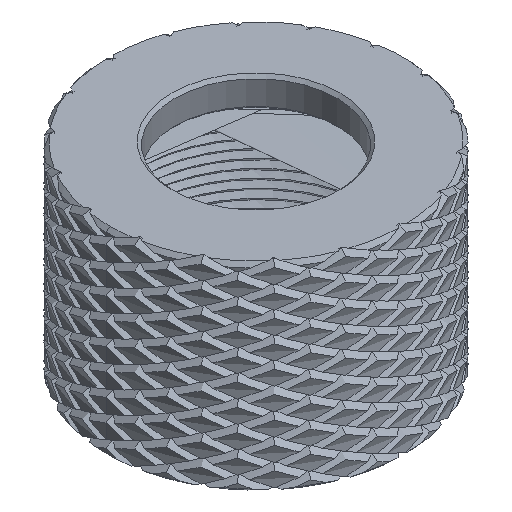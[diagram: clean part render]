
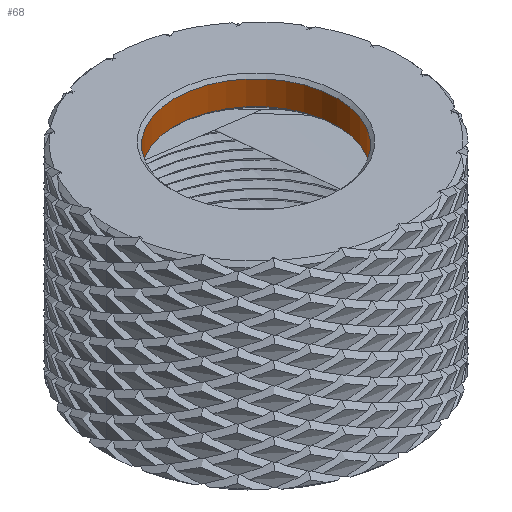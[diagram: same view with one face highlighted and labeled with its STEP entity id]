
A CAD part, isometric view. The second image highlights one B-rep face of the part: STEP entity #68.
In plain terms, the highlighted cylindrical face has radius 13.5 mm (diameter 27 mm), a full revolution.
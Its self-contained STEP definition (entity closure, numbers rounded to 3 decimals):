
#27=CARTESIAN_POINT('',(0.,0.,115.3));
#28=DIRECTION('',(0.,0.,1.));
#29=DIRECTION('',(1.,0.,-0.));
#30=AXIS2_PLACEMENT_3D('',#27,#28,#29);
#31=CYLINDRICAL_SURFACE('',#30,13.5);
#32=CARTESIAN_POINT('',(13.5,-0.,130.9));
#33=VERTEX_POINT('',#32);
#34=CARTESIAN_POINT('',(13.5,-0.,126.9));
#35=VERTEX_POINT('',#34);
#36=CARTESIAN_POINT('',(13.5,0.,130.9));
#37=DIRECTION('',(-0.,-0.,-1.));
#38=VECTOR('',#37,4.);
#39=LINE('',#36,#38);
#40=EDGE_CURVE('',#33,#35,#39,.T.);
#41=ORIENTED_EDGE('',*,*,#40,.F.);
#42=CARTESIAN_POINT('',(0.,0.,130.9));
#43=DIRECTION('',(0.,0.,1.));
#44=DIRECTION('',(1.,0.,-0.));
#45=AXIS2_PLACEMENT_3D('',#42,#43,#44);
#46=CIRCLE('',#45,13.5);
#47=EDGE_CURVE('',#33,#33,#46,.T.);
#48=ORIENTED_EDGE('',*,*,#47,.T.);
#49=ORIENTED_EDGE('',*,*,#40,.T.);
#50=CARTESIAN_POINT('',(-13.5,0.,126.9));
#51=VERTEX_POINT('',#50);
#52=CARTESIAN_POINT('',(0.,0.,126.9));
#53=DIRECTION('',(-0.,-0.,-1.));
#54=DIRECTION('',(1.,0.,-0.));
#55=AXIS2_PLACEMENT_3D('',#52,#53,#54);
#56=CIRCLE('',#55,13.5);
#57=EDGE_CURVE('',#35,#51,#56,.T.);
#58=ORIENTED_EDGE('',*,*,#57,.T.);
#59=CARTESIAN_POINT('',(0.,0.,126.9));
#60=DIRECTION('',(-0.,-0.,-1.));
#61=DIRECTION('',(1.,0.,-0.));
#62=AXIS2_PLACEMENT_3D('',#59,#60,#61);
#63=CIRCLE('',#62,13.5);
#64=EDGE_CURVE('',#51,#35,#63,.T.);
#65=ORIENTED_EDGE('',*,*,#64,.T.);
#66=EDGE_LOOP('',(#41,#48,#49,#58,#65));
#67=FACE_BOUND('',#66,.T.);
#68=ADVANCED_FACE('',(#67),#31,.F.);
